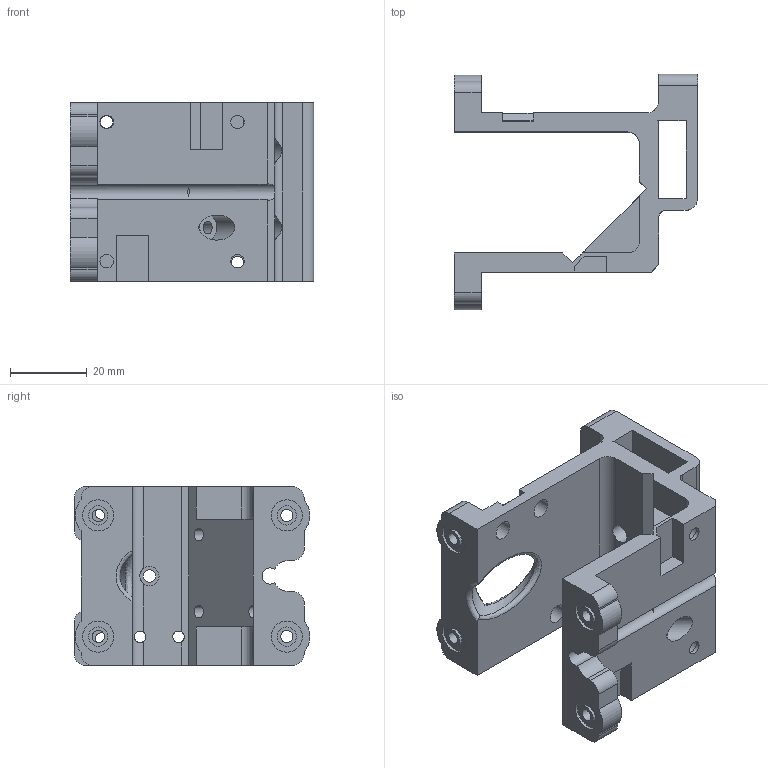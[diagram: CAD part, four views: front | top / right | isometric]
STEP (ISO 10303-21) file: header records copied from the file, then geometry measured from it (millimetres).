
FILE_DESCRIPTION(/* description */ (''),/* implementation_level */ '2;1');
FILE_NAME(/* name */ 'Step''s/1-Direct drive Hotend carriage v10.step',/* time_stamp */ '2019-10-20T16:54:20-04:00',/* author */ (''),/* organization */ (''),/* preprocessor_version */ 'ST-DEVELOPER v18',/* originating_system */ 'Autodesk Translation Framework v8.6.0.1094',/* authorisation */ '');
FILE_SCHEMA (('AUTOMOTIVE_DESIGN { 1 0 10303 214 3 1 1 }'));
Length unit declared in the file: millimetre
Products named in the file (1): 1-Direct drive Hotend carriage
Bounding box: 63.2 x 61.24 x 46.5 mm (x, y, z)
Volume: 41750.9 mm3; surface area: 22456.3 mm2
Topology: 1 solids, 1 shells, 232 faces, 658 edges, 441 vertices
Faces by surface type: plane 146, cylinder 80, bspline 4, torus 2
Full cylindrical faces by diameter (mm): 3 x6, 3.2 x10, 3.3 x3, 3.5 x4, 5 x17, 5.5 x2, 6.5 x3, 8.1 x4, 15 x1
Entity records: 8251 total; most frequent: CARTESIAN_POINT 1912, ORIENTED_EDGE 1320, DIRECTION 1289, EDGE_CURVE 660, VERTEX_POINT 441, LINE 437, VECTOR 437, AXIS2_PLACEMENT_3D 426
